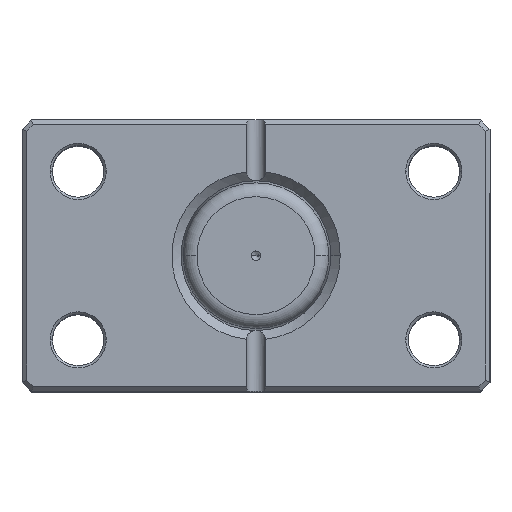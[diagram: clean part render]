
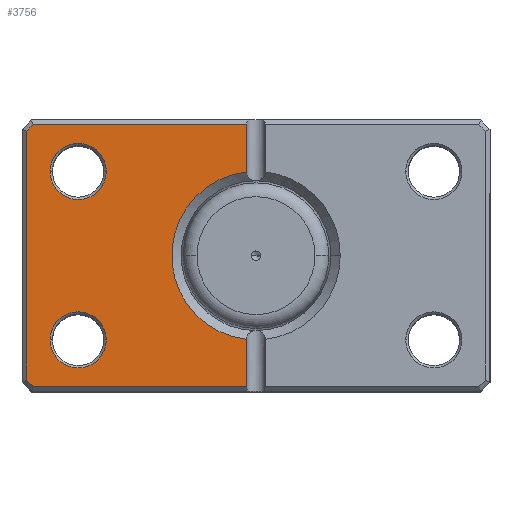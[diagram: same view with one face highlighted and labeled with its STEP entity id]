
A CAD part, top view. The second image highlights one B-rep face of the part: STEP entity #3756.
In plain terms, the highlighted face is planar.
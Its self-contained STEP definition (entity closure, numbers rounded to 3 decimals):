
#78 = ORIENTED_EDGE ( 'NONE', *, *, #1069, .T. ) ;
#172 = DIRECTION ( 'NONE',  ( -0.707, -0.707, 0. ) ) ;
#236 = ORIENTED_EDGE ( 'NONE', *, *, #6333, .T. ) ;
#259 = CARTESIAN_POINT ( 'NONE',  ( 38., -18., 0. ) ) ;
#334 = VERTEX_POINT ( 'NONE', #1716 ) ;
#345 = CARTESIAN_POINT ( 'NONE',  ( 49., 0., 0. ) ) ;
#477 = CARTESIAN_POINT ( 'NONE',  ( 47.586, 28., 0. ) ) ;
#498 = DIRECTION ( 'NONE',  ( 0., 0., 1. ) ) ;
#561 = VERTEX_POINT ( 'NONE', #974 ) ;
#757 = DIRECTION ( 'NONE',  ( 1., 0., 0. ) ) ;
#782 = CARTESIAN_POINT ( 'NONE',  ( 0., -28., 0. ) ) ;
#864 = AXIS2_PLACEMENT_3D ( 'NONE', #259, #3719, #757 ) ;
#930 = EDGE_CURVE ( 'NONE', #3323, #1601, #6125, .T. ) ;
#974 = CARTESIAN_POINT ( 'NONE',  ( 44., -18., 0. ) ) ;
#1069 = EDGE_CURVE ( 'NONE', #334, #5491, #2595, .T. ) ;
#1076 = DIRECTION ( 'NONE',  ( 0., 0., 1. ) ) ;
#1113 = ORIENTED_EDGE ( 'NONE', *, *, #5507, .T. ) ;
#1181 = CIRCLE ( 'NONE', #3715, 6. ) ;
#1286 = ORIENTED_EDGE ( 'NONE', *, *, #3124, .T. ) ;
#1393 = DIRECTION ( 'NONE',  ( 1., 0., 0. ) ) ;
#1442 = ORIENTED_EDGE ( 'NONE', *, *, #4603, .T. ) ;
#1572 = AXIS2_PLACEMENT_3D ( 'NONE', #3208, #2244, #5659 ) ;
#1589 = ORIENTED_EDGE ( 'NONE', *, *, #2370, .T. ) ;
#1601 = VERTEX_POINT ( 'NONE', #3310 ) ;
#1650 = CIRCLE ( 'NONE', #864, 6. ) ;
#1656 = DIRECTION ( 'NONE',  ( 0., 0., 1. ) ) ;
#1681 = CARTESIAN_POINT ( 'NONE',  ( 2., 29., 0. ) ) ;
#1716 = CARTESIAN_POINT ( 'NONE',  ( 2., 17.889, 0. ) ) ;
#1760 = PLANE ( 'NONE',  #1572 ) ;
#1772 = LINE ( 'NONE', #2807, #2903 ) ;
#1928 = EDGE_CURVE ( 'NONE', #5491, #3323, #1772, .T. ) ;
#2101 = VECTOR ( 'NONE', #172, 1000. ) ;
#2168 = CIRCLE ( 'NONE', #4699, 6. ) ;
#2183 = EDGE_LOOP ( 'NONE', ( #2692, #1442, #78, #5171, #2552, #1286, #3720, #1113 ) ) ;
#2244 = DIRECTION ( 'NONE',  ( 0., 0., 1. ) ) ;
#2313 = CARTESIAN_POINT ( 'NONE',  ( 0., 0., 0. ) ) ;
#2370 = EDGE_CURVE ( 'NONE', #561, #3793, #3680, .T. ) ;
#2395 = VECTOR ( 'NONE', #4352, 1000. ) ;
#2418 = EDGE_CURVE ( 'NONE', #3333, #3964, #6108, .T. ) ;
#2438 = LINE ( 'NONE', #345, #5050 ) ;
#2552 = ORIENTED_EDGE ( 'NONE', *, *, #930, .T. ) ;
#2595 = LINE ( 'NONE', #4628, #6194 ) ;
#2692 = ORIENTED_EDGE ( 'NONE', *, *, #2418, .T. ) ;
#2777 = DIRECTION ( 'NONE',  ( 1., 0., 0. ) ) ;
#2781 = EDGE_LOOP ( 'NONE', ( #2855, #1589 ) ) ;
#2807 = CARTESIAN_POINT ( 'NONE',  ( 0., 28., 0. ) ) ;
#2855 = ORIENTED_EDGE ( 'NONE', *, *, #5451, .T. ) ;
#2903 = VECTOR ( 'NONE', #1393, 1000. ) ;
#2905 = CARTESIAN_POINT ( 'NONE',  ( 47.586, -28., 0. ) ) ;
#3022 = VERTEX_POINT ( 'NONE', #3716 ) ;
#3124 = EDGE_CURVE ( 'NONE', #1601, #6297, #2438, .T. ) ;
#3183 = DIRECTION ( 'NONE',  ( 0., 1., 0. ) ) ;
#3208 = CARTESIAN_POINT ( 'NONE',  ( 0., 0., 0. ) ) ;
#3295 = CARTESIAN_POINT ( 'NONE',  ( 2., -28., 0. ) ) ;
#3303 = DIRECTION ( 'NONE',  ( 0., -1., 0. ) ) ;
#3310 = CARTESIAN_POINT ( 'NONE',  ( 49., 26.586, 0. ) ) ;
#3323 = VERTEX_POINT ( 'NONE', #477 ) ;
#3333 = VERTEX_POINT ( 'NONE', #3295 ) ;
#3460 = CARTESIAN_POINT ( 'NONE',  ( 38., 18., 0. ) ) ;
#3531 = VECTOR ( 'NONE', #5568, 1000. ) ;
#3627 = CARTESIAN_POINT ( 'NONE',  ( 37.793, -37.793, 0. ) ) ;
#3680 = CIRCLE ( 'NONE', #5508, 6. ) ;
#3715 = AXIS2_PLACEMENT_3D ( 'NONE', #3460, #498, #3946 ) ;
#3716 = CARTESIAN_POINT ( 'NONE',  ( 32., 18., 0. ) ) ;
#3719 = DIRECTION ( 'NONE',  ( 0., 0., 1. ) ) ;
#3720 = ORIENTED_EDGE ( 'NONE', *, *, #5303, .T. ) ;
#3744 = CARTESIAN_POINT ( 'NONE',  ( 2., 28., 0. ) ) ;
#3756 = ADVANCED_FACE ( 'NONE', ( #5108, #5420, #5556 ), #1760, .F. ) ;
#3793 = VERTEX_POINT ( 'NONE', #4215 ) ;
#3857 = CARTESIAN_POINT ( 'NONE',  ( 37.793, 37.793, 0. ) ) ;
#3946 = DIRECTION ( 'NONE',  ( 1., 0., 0. ) ) ;
#3964 = VERTEX_POINT ( 'NONE', #5163 ) ;
#4008 = CARTESIAN_POINT ( 'NONE',  ( 38., 18., 0. ) ) ;
#4032 = ORIENTED_EDGE ( 'NONE', *, *, #6247, .T. ) ;
#4098 = EDGE_LOOP ( 'NONE', ( #236, #4032 ) ) ;
#4208 = AXIS2_PLACEMENT_3D ( 'NONE', #2313, #5732, #2777 ) ;
#4215 = CARTESIAN_POINT ( 'NONE',  ( 32., -18., 0. ) ) ;
#4276 = VERTEX_POINT ( 'NONE', #5962 ) ;
#4352 = DIRECTION ( 'NONE',  ( 0.707, -0.707, 0. ) ) ;
#4468 = CARTESIAN_POINT ( 'NONE',  ( 49., -26.586, 0. ) ) ;
#4512 = DIRECTION ( 'NONE',  ( 1., 0., 0. ) ) ;
#4599 = CARTESIAN_POINT ( 'NONE',  ( 38., -18., 0. ) ) ;
#4603 = EDGE_CURVE ( 'NONE', #3964, #334, #5488, .T. ) ;
#4628 = CARTESIAN_POINT ( 'NONE',  ( 2., 29., 0. ) ) ;
#4699 = AXIS2_PLACEMENT_3D ( 'NONE', #4008, #1076, #4512 ) ;
#4716 = LINE ( 'NONE', #3627, #2101 ) ;
#5050 = VECTOR ( 'NONE', #3303, 1000. ) ;
#5081 = DIRECTION ( 'NONE',  ( 1., 0., 0. ) ) ;
#5093 = VECTOR ( 'NONE', #5210, 1000. ) ;
#5108 = FACE_BOUND ( 'NONE', #2781, .T. ) ;
#5163 = CARTESIAN_POINT ( 'NONE',  ( 2., -17.889, 0. ) ) ;
#5171 = ORIENTED_EDGE ( 'NONE', *, *, #1928, .T. ) ;
#5210 = DIRECTION ( 'NONE',  ( -1., 0., 0. ) ) ;
#5303 = EDGE_CURVE ( 'NONE', #6297, #5792, #4716, .T. ) ;
#5420 = FACE_BOUND ( 'NONE', #4098, .T. ) ;
#5451 = EDGE_CURVE ( 'NONE', #3793, #561, #1650, .T. ) ;
#5488 = CIRCLE ( 'NONE', #4208, 18. ) ;
#5491 = VERTEX_POINT ( 'NONE', #3744 ) ;
#5507 = EDGE_CURVE ( 'NONE', #5792, #3333, #6360, .T. ) ;
#5508 = AXIS2_PLACEMENT_3D ( 'NONE', #4599, #1656, #5081 ) ;
#5556 = FACE_OUTER_BOUND ( 'NONE', #2183, .T. ) ;
#5568 = DIRECTION ( 'NONE',  ( 0., 1., 0. ) ) ;
#5659 = DIRECTION ( 'NONE',  ( 1., 0., 0. ) ) ;
#5732 = DIRECTION ( 'NONE',  ( 0., 0., 1. ) ) ;
#5792 = VERTEX_POINT ( 'NONE', #2905 ) ;
#5962 = CARTESIAN_POINT ( 'NONE',  ( 44., 18., 0. ) ) ;
#6108 = LINE ( 'NONE', #1681, #3531 ) ;
#6125 = LINE ( 'NONE', #3857, #2395 ) ;
#6194 = VECTOR ( 'NONE', #3183, 1000. ) ;
#6247 = EDGE_CURVE ( 'NONE', #4276, #3022, #1181, .T. ) ;
#6297 = VERTEX_POINT ( 'NONE', #4468 ) ;
#6333 = EDGE_CURVE ( 'NONE', #3022, #4276, #2168, .T. ) ;
#6360 = LINE ( 'NONE', #782, #5093 ) ;
